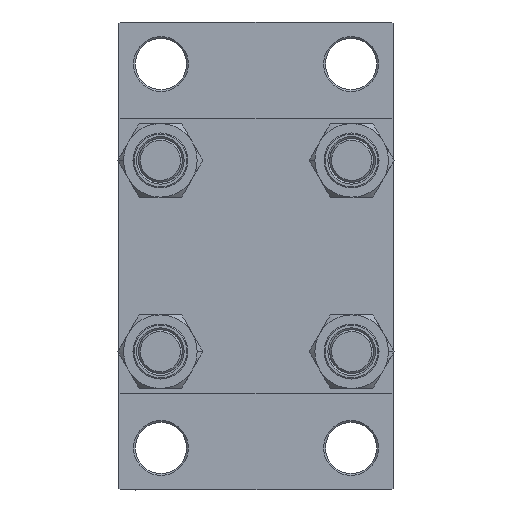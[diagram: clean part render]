
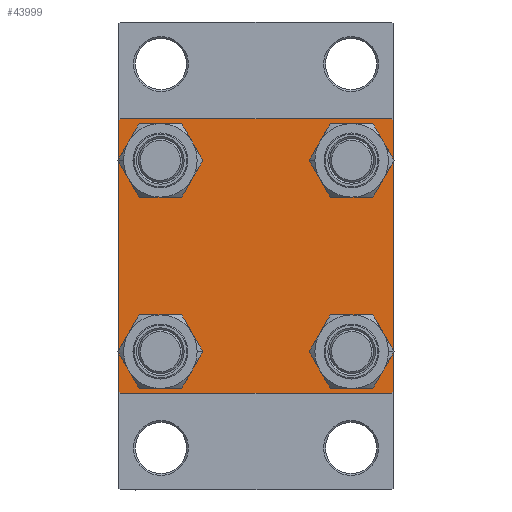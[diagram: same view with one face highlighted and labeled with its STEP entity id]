
A CAD part, left-side view. The second image highlights one B-rep face of the part: STEP entity #43999.
In plain terms, the highlighted planar face has unit normal (-1, 0, 0).
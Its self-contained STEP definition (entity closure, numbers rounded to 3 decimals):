
#96 = AXIS2_PLACEMENT_3D ( 'NONE', #23762, #44392, #7376 ) ;
#211 = ORIENTED_EDGE ( 'NONE', *, *, #37588, .T. ) ;
#476 = CARTESIAN_POINT ( 'NONE',  ( 0., 37.5, 37. ) ) ;
#683 = ORIENTED_EDGE ( 'NONE', *, *, #21020, .T. ) ;
#858 = VERTEX_POINT ( 'NONE', #32915 ) ;
#1912 = DIRECTION ( 'NONE',  ( -1., 0., 0. ) ) ;
#1970 = ORIENTED_EDGE ( 'NONE', *, *, #5677, .T. ) ;
#2012 = CIRCLE ( 'NONE', #8200, 6.5 ) ;
#2109 = LINE ( 'NONE', #46415, #2745 ) ;
#2561 = EDGE_LOOP ( 'NONE', ( #29745, #17211 ) ) ;
#2745 = VECTOR ( 'NONE', #9858, 1000. ) ;
#2748 = VECTOR ( 'NONE', #30177, 1000. ) ;
#3129 = VERTEX_POINT ( 'NONE', #32825 ) ;
#3330 = EDGE_CURVE ( 'NONE', #11767, #18140, #17375, .T. ) ;
#3383 = EDGE_LOOP ( 'NONE', ( #29923, #4645 ) ) ;
#4271 = CARTESIAN_POINT ( 'NONE',  ( 0., -37.25, -37.25 ) ) ;
#4544 = CARTESIAN_POINT ( 'NONE',  ( 0., -26.15, 26.15 ) ) ;
#4645 = ORIENTED_EDGE ( 'NONE', *, *, #17608, .T. ) ;
#5677 = EDGE_CURVE ( 'NONE', #858, #21207, #29453, .T. ) ;
#6017 = EDGE_LOOP ( 'NONE', ( #23478, #37559 ) ) ;
#6167 = AXIS2_PLACEMENT_3D ( 'NONE', #38030, #15519, #12134 ) ;
#6526 = CARTESIAN_POINT ( 'NONE',  ( 0., 26.15, 32.65 ) ) ;
#6786 = EDGE_CURVE ( 'NONE', #27128, #3129, #2012, .T. ) ;
#7223 = CARTESIAN_POINT ( 'NONE',  ( 0., -37., 37.5 ) ) ;
#7376 = DIRECTION ( 'NONE',  ( 0., 0., 1. ) ) ;
#7400 = CARTESIAN_POINT ( 'NONE',  ( 0., -37.5, 37. ) ) ;
#7455 = DIRECTION ( 'NONE',  ( 0., 0., 1. ) ) ;
#7592 = DIRECTION ( 'NONE',  ( 0., 0., 1. ) ) ;
#7971 = ORIENTED_EDGE ( 'NONE', *, *, #16956, .T. ) ;
#8200 = AXIS2_PLACEMENT_3D ( 'NONE', #4544, #33339, #7455 ) ;
#8432 = CIRCLE ( 'NONE', #30852, 6.5 ) ;
#8791 = ORIENTED_EDGE ( 'NONE', *, *, #39830, .F. ) ;
#9020 = EDGE_CURVE ( 'NONE', #47152, #43366, #11336, .T. ) ;
#9089 = CARTESIAN_POINT ( 'NONE',  ( 0., -37.25, 37.25 ) ) ;
#9670 = DIRECTION ( 'NONE',  ( 0., 0., 1. ) ) ;
#9858 = DIRECTION ( 'NONE',  ( 0., 0.707, -0.707 ) ) ;
#11336 = LINE ( 'NONE', #29026, #15863 ) ;
#11489 = EDGE_CURVE ( 'NONE', #27374, #29627, #14028, .T. ) ;
#11767 = VERTEX_POINT ( 'NONE', #6526 ) ;
#12134 = DIRECTION ( 'NONE',  ( 0., 0., 1. ) ) ;
#12815 = PLANE ( 'NONE',  #15054 ) ;
#13057 = FACE_BOUND ( 'NONE', #18145, .T. ) ;
#13264 = AXIS2_PLACEMENT_3D ( 'NONE', #17637, #47860, #29460 ) ;
#14028 = LINE ( 'NONE', #43546, #41480 ) ;
#14051 = CIRCLE ( 'NONE', #13264, 6.5 ) ;
#15054 = AXIS2_PLACEMENT_3D ( 'NONE', #46460, #1912, #9670 ) ;
#15519 = DIRECTION ( 'NONE',  ( 1., 0., 0. ) ) ;
#15544 = ORIENTED_EDGE ( 'NONE', *, *, #16512, .T. ) ;
#15863 = VECTOR ( 'NONE', #43786, 1000. ) ;
#16098 = DIRECTION ( 'NONE',  ( 0., 0., 1. ) ) ;
#16173 = CIRCLE ( 'NONE', #32421, 6.5 ) ;
#16441 = FACE_OUTER_BOUND ( 'NONE', #35323, .T. ) ;
#16512 = EDGE_CURVE ( 'NONE', #18319, #26406, #16173, .T. ) ;
#16728 = ORIENTED_EDGE ( 'NONE', *, *, #45167, .T. ) ;
#16956 = EDGE_CURVE ( 'NONE', #43366, #17807, #16965, .T. ) ;
#16965 = LINE ( 'NONE', #46244, #39357 ) ;
#17198 = VECTOR ( 'NONE', #19977, 1000. ) ;
#17211 = ORIENTED_EDGE ( 'NONE', *, *, #6786, .T. ) ;
#17265 = DIRECTION ( 'NONE',  ( 0., 0., -1. ) ) ;
#17375 = CIRCLE ( 'NONE', #31286, 6.5 ) ;
#17608 = EDGE_CURVE ( 'NONE', #36480, #42678, #44010, .T. ) ;
#17637 = CARTESIAN_POINT ( 'NONE',  ( 0., 26.15, 26.15 ) ) ;
#17807 = VERTEX_POINT ( 'NONE', #27368 ) ;
#17978 = CARTESIAN_POINT ( 'NONE',  ( 0., -37.5, 37.5 ) ) ;
#18140 = VERTEX_POINT ( 'NONE', #40754 ) ;
#18145 = EDGE_LOOP ( 'NONE', ( #28364, #15544 ) ) ;
#18319 = VERTEX_POINT ( 'NONE', #24302 ) ;
#19977 = DIRECTION ( 'NONE',  ( 0., 0.707, 0.707 ) ) ;
#20204 = CARTESIAN_POINT ( 'NONE',  ( 0., 37., 37.5 ) ) ;
#20490 = EDGE_CURVE ( 'NONE', #3129, #27128, #8432, .T. ) ;
#21020 = EDGE_CURVE ( 'NONE', #17807, #858, #29811, .T. ) ;
#21207 = VERTEX_POINT ( 'NONE', #37675 ) ;
#21884 = CARTESIAN_POINT ( 'NONE',  ( 0., 26.15, -26.15 ) ) ;
#22077 = DIRECTION ( 'NONE',  ( 0., -1., 0. ) ) ;
#22194 = CARTESIAN_POINT ( 'NONE',  ( 0., -26.15, 26.15 ) ) ;
#23091 = EDGE_CURVE ( 'NONE', #18140, #11767, #14051, .T. ) ;
#23464 = EDGE_CURVE ( 'NONE', #42678, #36480, #31816, .T. ) ;
#23478 = ORIENTED_EDGE ( 'NONE', *, *, #3330, .T. ) ;
#23605 = CARTESIAN_POINT ( 'NONE',  ( 0., 26.15, 26.15 ) ) ;
#23762 = CARTESIAN_POINT ( 'NONE',  ( 0., -26.15, -26.15 ) ) ;
#24302 = CARTESIAN_POINT ( 'NONE',  ( 0., 26.15, -32.65 ) ) ;
#25208 = VERTEX_POINT ( 'NONE', #7400 ) ;
#25865 = ORIENTED_EDGE ( 'NONE', *, *, #9020, .T. ) ;
#26260 = CARTESIAN_POINT ( 'NONE',  ( 0., 26.15, -19.65 ) ) ;
#26406 = VERTEX_POINT ( 'NONE', #26260 ) ;
#27128 = VERTEX_POINT ( 'NONE', #31217 ) ;
#27368 = CARTESIAN_POINT ( 'NONE',  ( 0., 37., -37.5 ) ) ;
#27374 = VERTEX_POINT ( 'NONE', #20204 ) ;
#27547 = ORIENTED_EDGE ( 'NONE', *, *, #11489, .F. ) ;
#28364 = ORIENTED_EDGE ( 'NONE', *, *, #32091, .T. ) ;
#28637 = LINE ( 'NONE', #17978, #28830 ) ;
#28830 = VECTOR ( 'NONE', #17265, 1000. ) ;
#29026 = CARTESIAN_POINT ( 'NONE',  ( 0., 37.5, 37.5 ) ) ;
#29453 = LINE ( 'NONE', #4271, #2748 ) ;
#29460 = DIRECTION ( 'NONE',  ( 0., 0., 1. ) ) ;
#29627 = VERTEX_POINT ( 'NONE', #7223 ) ;
#29745 = ORIENTED_EDGE ( 'NONE', *, *, #20490, .T. ) ;
#29811 = LINE ( 'NONE', #32971, #45562 ) ;
#29923 = ORIENTED_EDGE ( 'NONE', *, *, #23464, .T. ) ;
#30177 = DIRECTION ( 'NONE',  ( 0., -0.707, 0.707 ) ) ;
#30486 = CARTESIAN_POINT ( 'NONE',  ( 0., 37.5, -37. ) ) ;
#30852 = AXIS2_PLACEMENT_3D ( 'NONE', #22194, #37670, #33315 ) ;
#30870 = DIRECTION ( 'NONE',  ( 1., 0., 0. ) ) ;
#31054 = AXIS2_PLACEMENT_3D ( 'NONE', #42161, #42883, #42403 ) ;
#31217 = CARTESIAN_POINT ( 'NONE',  ( 0., -26.15, 19.65 ) ) ;
#31286 = AXIS2_PLACEMENT_3D ( 'NONE', #23605, #30870, #16098 ) ;
#31699 = FACE_BOUND ( 'NONE', #6017, .T. ) ;
#31816 = CIRCLE ( 'NONE', #96, 6.5 ) ;
#31949 = DIRECTION ( 'NONE',  ( 0., -1., 0. ) ) ;
#32091 = EDGE_CURVE ( 'NONE', #26406, #18319, #34914, .T. ) ;
#32421 = AXIS2_PLACEMENT_3D ( 'NONE', #21884, #33720, #7592 ) ;
#32825 = CARTESIAN_POINT ( 'NONE',  ( 0., -26.15, 32.65 ) ) ;
#32915 = CARTESIAN_POINT ( 'NONE',  ( 0., -37., -37.5 ) ) ;
#32971 = CARTESIAN_POINT ( 'NONE',  ( 0., 37.5, -37.5 ) ) ;
#33315 = DIRECTION ( 'NONE',  ( 0., 0., 1. ) ) ;
#33339 = DIRECTION ( 'NONE',  ( 1., 0., 0. ) ) ;
#33720 = DIRECTION ( 'NONE',  ( 1., 0., 0. ) ) ;
#34914 = CIRCLE ( 'NONE', #31054, 6.5 ) ;
#35323 = EDGE_LOOP ( 'NONE', ( #25865, #7971, #683, #1970, #8791, #211, #27547, #16728 ) ) ;
#36480 = VERTEX_POINT ( 'NONE', #46042 ) ;
#36670 = CARTESIAN_POINT ( 'NONE',  ( 0., -26.15, -19.65 ) ) ;
#37559 = ORIENTED_EDGE ( 'NONE', *, *, #23091, .T. ) ;
#37588 = EDGE_CURVE ( 'NONE', #25208, #29627, #42233, .T. ) ;
#37670 = DIRECTION ( 'NONE',  ( 1., 0., 0. ) ) ;
#37675 = CARTESIAN_POINT ( 'NONE',  ( 0., -37.5, -37. ) ) ;
#38030 = CARTESIAN_POINT ( 'NONE',  ( 0., -26.15, -26.15 ) ) ;
#39184 = FACE_BOUND ( 'NONE', #3383, .T. ) ;
#39357 = VECTOR ( 'NONE', #39463, 1000. ) ;
#39463 = DIRECTION ( 'NONE',  ( 0., -0.707, -0.707 ) ) ;
#39830 = EDGE_CURVE ( 'NONE', #25208, #21207, #28637, .T. ) ;
#40754 = CARTESIAN_POINT ( 'NONE',  ( 0., 26.15, 19.65 ) ) ;
#41480 = VECTOR ( 'NONE', #31949, 1000. ) ;
#42161 = CARTESIAN_POINT ( 'NONE',  ( 0., 26.15, -26.15 ) ) ;
#42233 = LINE ( 'NONE', #9089, #17198 ) ;
#42403 = DIRECTION ( 'NONE',  ( 0., 0., 1. ) ) ;
#42572 = FACE_BOUND ( 'NONE', #2561, .T. ) ;
#42678 = VERTEX_POINT ( 'NONE', #36670 ) ;
#42883 = DIRECTION ( 'NONE',  ( 1., 0., 0. ) ) ;
#43366 = VERTEX_POINT ( 'NONE', #30486 ) ;
#43546 = CARTESIAN_POINT ( 'NONE',  ( 0., 37.5, 37.5 ) ) ;
#43786 = DIRECTION ( 'NONE',  ( 0., 0., -1. ) ) ;
#43999 = ADVANCED_FACE ( 'NONE', ( #42572, #39184, #13057, #31699, #16441 ), #12815, .T. ) ;
#44010 = CIRCLE ( 'NONE', #6167, 6.5 ) ;
#44392 = DIRECTION ( 'NONE',  ( 1., 0., 0. ) ) ;
#45167 = EDGE_CURVE ( 'NONE', #27374, #47152, #2109, .T. ) ;
#45562 = VECTOR ( 'NONE', #22077, 1000. ) ;
#46042 = CARTESIAN_POINT ( 'NONE',  ( 0., -26.15, -32.65 ) ) ;
#46244 = CARTESIAN_POINT ( 'NONE',  ( 0., 37.25, -37.25 ) ) ;
#46415 = CARTESIAN_POINT ( 'NONE',  ( 0., 37.25, 37.25 ) ) ;
#46460 = CARTESIAN_POINT ( 'NONE',  ( 0., 0., 0. ) ) ;
#47152 = VERTEX_POINT ( 'NONE', #476 ) ;
#47860 = DIRECTION ( 'NONE',  ( 1., 0., 0. ) ) ;
